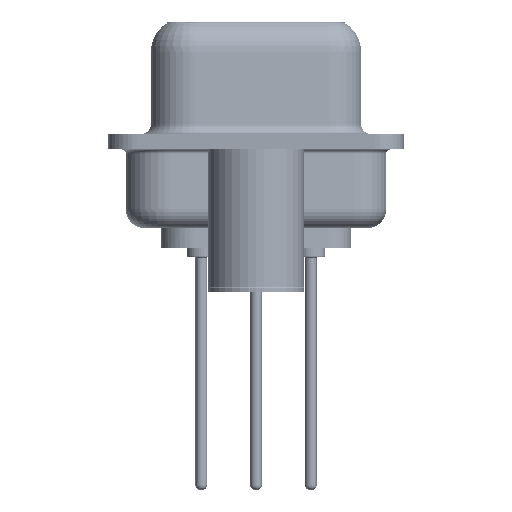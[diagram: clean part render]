
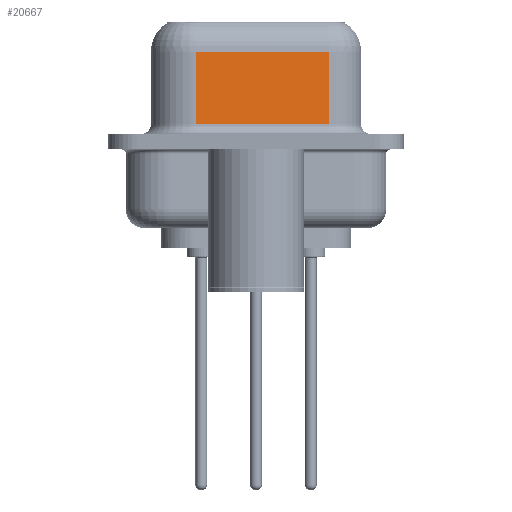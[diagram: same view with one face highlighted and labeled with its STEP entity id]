
A CAD part, left-side view. The second image highlights one B-rep face of the part: STEP entity #20667.
In plain terms, the highlighted planar face has unit normal (-0.985, -0.174, 0).
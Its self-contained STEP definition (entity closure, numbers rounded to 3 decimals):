
#235 = EDGE_CURVE ( 'NONE', #19040, #5080, #19929, .T. ) ;
#2984 = CARTESIAN_POINT ( 'NONE',  ( 5.647, -3.797, 6.4 ) ) ;
#3415 = CARTESIAN_POINT ( 'NONE',  ( 5.647, -3.797, 0.9 ) ) ;
#5080 = VERTEX_POINT ( 'NONE', #22109 ) ;
#6082 = CARTESIAN_POINT ( 'NONE',  ( 4.43, 3.103, 4.65 ) ) ;
#6523 = VERTEX_POINT ( 'NONE', #21686 ) ;
#6650 = DIRECTION ( 'NONE',  ( 0., 0., -1. ) ) ;
#7385 = FACE_OUTER_BOUND ( 'NONE', #29131, .T. ) ;
#7557 = PLANE ( 'NONE',  #17599 ) ;
#7634 = LINE ( 'NONE', #2984, #8622 ) ;
#8622 = VECTOR ( 'NONE', #13394, 1000. ) ;
#8991 = VECTOR ( 'NONE', #6650, 1000. ) ;
#13394 = DIRECTION ( 'NONE',  ( 0., 0., -1. ) ) ;
#15380 = CARTESIAN_POINT ( 'NONE',  ( 5.647, -3.797, 6.4 ) ) ;
#15858 = CARTESIAN_POINT ( 'NONE',  ( 5.647, -3.797, 0.9 ) ) ;
#16512 = VERTEX_POINT ( 'NONE', #15858 ) ;
#17599 = AXIS2_PLACEMENT_3D ( 'NONE', #15380, #20662, #25782 ) ;
#17892 = VECTOR ( 'NONE', #21203, 1000. ) ;
#19040 = VERTEX_POINT ( 'NONE', #6082 ) ;
#19102 = DIRECTION ( 'NONE',  ( 0.174, -0.985, 0. ) ) ;
#19420 = CARTESIAN_POINT ( 'NONE',  ( 4.43, 3.103, 6.4 ) ) ;
#19929 = LINE ( 'NONE', #19420, #8991 ) ;
#20662 = DIRECTION ( 'NONE',  ( 0.985, 0.174, 0. ) ) ;
#20667 = ADVANCED_FACE ( 'NONE', ( #7385 ), #7557, .F. ) ;
#21203 = DIRECTION ( 'NONE',  ( -0.174, 0.985, 0. ) ) ;
#21686 = CARTESIAN_POINT ( 'NONE',  ( 5.647, -3.797, 4.65 ) ) ;
#22109 = CARTESIAN_POINT ( 'NONE',  ( 4.43, 3.103, 0.9 ) ) ;
#22349 = ORIENTED_EDGE ( 'NONE', *, *, #30694, .T. ) ;
#23813 = VECTOR ( 'NONE', #19102, 1000. ) ;
#24067 = LINE ( 'NONE', #3415, #23813 ) ;
#25208 = ORIENTED_EDGE ( 'NONE', *, *, #31773, .F. ) ;
#25782 = DIRECTION ( 'NONE',  ( -0.174, 0.985, 0. ) ) ;
#27502 = ORIENTED_EDGE ( 'NONE', *, *, #235, .T. ) ;
#29131 = EDGE_LOOP ( 'NONE', ( #25208, #30255, #27502, #22349 ) ) ;
#30255 = ORIENTED_EDGE ( 'NONE', *, *, #32602, .T. ) ;
#30694 = EDGE_CURVE ( 'NONE', #5080, #16512, #24067, .T. ) ;
#31233 = CARTESIAN_POINT ( 'NONE',  ( 5.647, -3.797, 4.65 ) ) ;
#31412 = LINE ( 'NONE', #31233, #17892 ) ;
#31773 = EDGE_CURVE ( 'NONE', #6523, #16512, #7634, .T. ) ;
#32602 = EDGE_CURVE ( 'NONE', #6523, #19040, #31412, .T. ) ;
